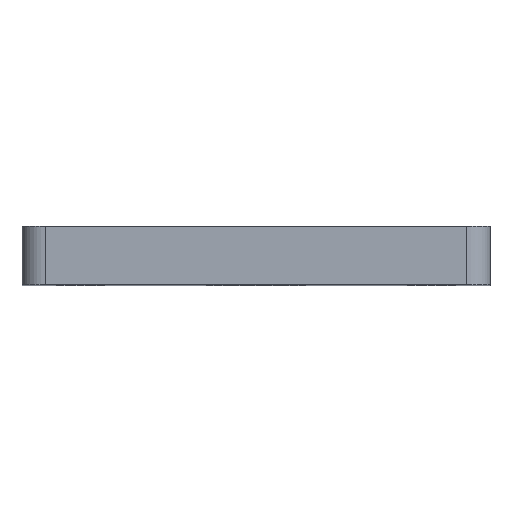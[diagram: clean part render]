
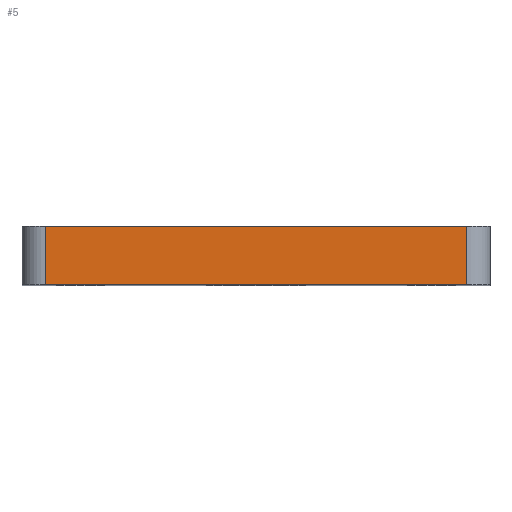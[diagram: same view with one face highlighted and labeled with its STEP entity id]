
A CAD part, top view. The second image highlights one B-rep face of the part: STEP entity #5.
In plain terms, the highlighted planar face has unit normal (0, 0, 1).
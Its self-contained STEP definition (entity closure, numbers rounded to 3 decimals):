
#4 = CARTESIAN_POINT ( 'NONE',  ( -18., 0., 20. ) ) ;
#5 = ADVANCED_FACE ( 'NONE', ( #470 ), #78, .T. ) ;
#9 = VECTOR ( 'NONE', #258, 1000. ) ;
#13 = LINE ( 'NONE', #129, #518 ) ;
#22 = DIRECTION ( 'NONE',  ( 1., 0., 0. ) ) ;
#52 = ORIENTED_EDGE ( 'NONE', *, *, #538, .T. ) ;
#78 = PLANE ( 'NONE',  #126 ) ;
#85 = LINE ( 'NONE', #482, #9 ) ;
#100 = CARTESIAN_POINT ( 'NONE',  ( -18., -5., 20. ) ) ;
#103 = VERTEX_POINT ( 'NONE', #655 ) ;
#126 = AXIS2_PLACEMENT_3D ( 'NONE', #134, #581, #22 ) ;
#129 = CARTESIAN_POINT ( 'NONE',  ( -20., -5., 20. ) ) ;
#134 = CARTESIAN_POINT ( 'NONE',  ( -20., -5., 20. ) ) ;
#136 = VERTEX_POINT ( 'NONE', #650 ) ;
#144 = LINE ( 'NONE', #250, #497 ) ;
#178 = CARTESIAN_POINT ( 'NONE',  ( -20., 0., 20. ) ) ;
#218 = VECTOR ( 'NONE', #406, 1000. ) ;
#225 = EDGE_CURVE ( 'NONE', #395, #103, #565, .T. ) ;
#250 = CARTESIAN_POINT ( 'NONE',  ( -18., -5., 20. ) ) ;
#252 = ORIENTED_EDGE ( 'NONE', *, *, #225, .F. ) ;
#258 = DIRECTION ( 'NONE',  ( 0., 1., 0. ) ) ;
#362 = EDGE_LOOP ( 'NONE', ( #604, #52, #252, #691 ) ) ;
#395 = VERTEX_POINT ( 'NONE', #4 ) ;
#406 = DIRECTION ( 'NONE',  ( 1., 0., 0. ) ) ;
#417 = EDGE_CURVE ( 'NONE', #568, #136, #13, .T. ) ;
#419 = DIRECTION ( 'NONE',  ( 0., -1., 0. ) ) ;
#470 = FACE_OUTER_BOUND ( 'NONE', #362, .T. ) ;
#477 = EDGE_CURVE ( 'NONE', #395, #568, #144, .T. ) ;
#482 = CARTESIAN_POINT ( 'NONE',  ( 18., -5., 20. ) ) ;
#497 = VECTOR ( 'NONE', #419, 1000. ) ;
#518 = VECTOR ( 'NONE', #575, 1000. ) ;
#538 = EDGE_CURVE ( 'NONE', #136, #103, #85, .T. ) ;
#565 = LINE ( 'NONE', #178, #218 ) ;
#568 = VERTEX_POINT ( 'NONE', #100 ) ;
#575 = DIRECTION ( 'NONE',  ( 1., 0., 0. ) ) ;
#581 = DIRECTION ( 'NONE',  ( 0., 0., 1. ) ) ;
#604 = ORIENTED_EDGE ( 'NONE', *, *, #417, .T. ) ;
#650 = CARTESIAN_POINT ( 'NONE',  ( 18., -5., 20. ) ) ;
#655 = CARTESIAN_POINT ( 'NONE',  ( 18., 0., 20. ) ) ;
#691 = ORIENTED_EDGE ( 'NONE', *, *, #477, .T. ) ;
